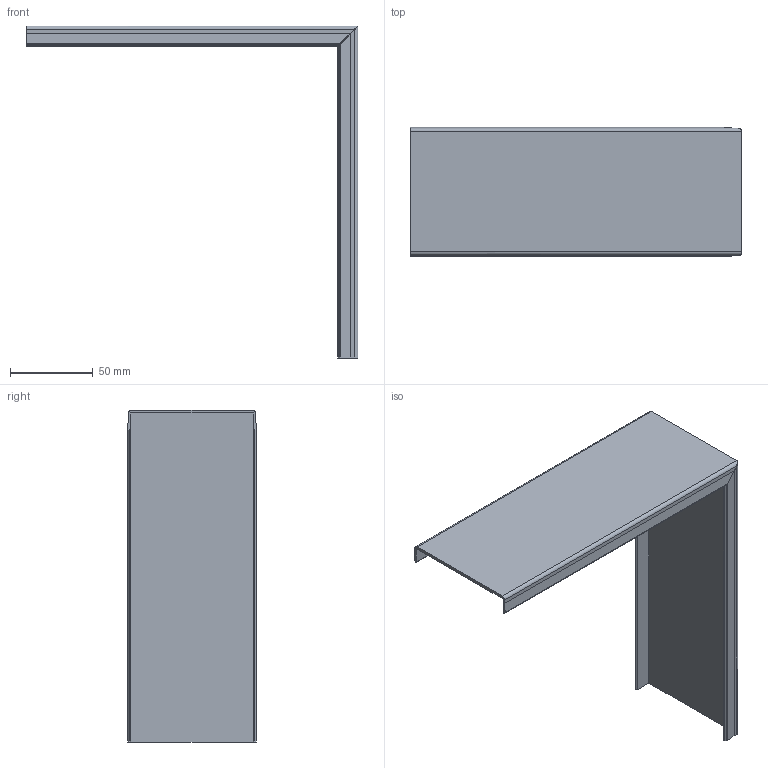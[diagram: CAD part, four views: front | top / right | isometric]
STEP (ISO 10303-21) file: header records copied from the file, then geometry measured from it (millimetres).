
FILE_DESCRIPTION (( 'STEP AP214' ), '1' );
FILE_NAME ('6114230.stp', '2016-05-11T06:12:47', ( '' ), ( '' ), 'SwSTEP 2.0', 'SolidWorks 2014', '' );
FILE_SCHEMA (( 'AUTOMOTIVE_DESIGN' ));
Length unit declared in the file: millimetre
Products named in the file (1): 6114230
Bounding box: 200 x 77.59 x 200 mm (x, y, z)
Volume: 65203.8 mm3; surface area: 77813.9 mm2
Topology: 1 solids, 1 shells, 42 faces, 116 edges, 76 vertices
Faces by surface type: plane 26, cylinder 16
Entity records: 1358 total; most frequent: CARTESIAN_POINT 289, ORIENTED_EDGE 232, DIRECTION 200, EDGE_CURVE 116, LINE 82, VECTOR 82, VERTEX_POINT 76, AXIS2_PLACEMENT_3D 59
